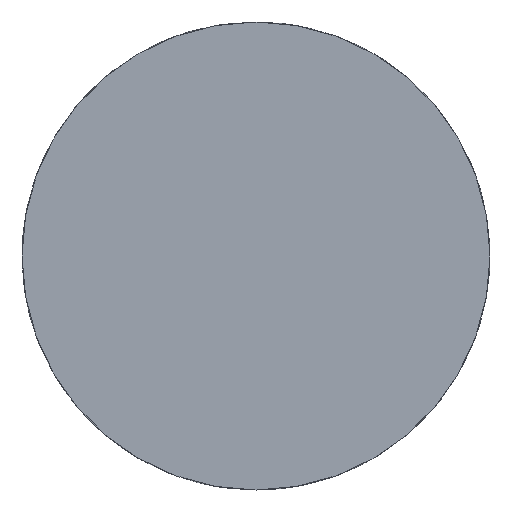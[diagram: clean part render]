
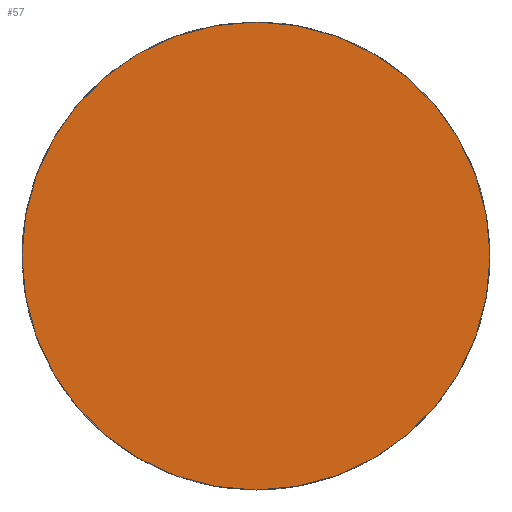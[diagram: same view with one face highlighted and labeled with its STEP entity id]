
A CAD part, left-side view. The second image highlights one B-rep face of the part: STEP entity #57.
In plain terms, the highlighted planar face has unit normal (-1, 0, 0).
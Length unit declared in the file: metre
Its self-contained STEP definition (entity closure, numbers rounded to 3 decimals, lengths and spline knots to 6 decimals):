
#13=PLANE('',#78);
#16=CIRCLE('',#77,0.011113);
#22=ORIENTED_EDGE('',*,*,#28,.F.);
#28=EDGE_CURVE('',#32,#32,#16,.T.);
#32=VERTEX_POINT('',#128);
#39=EDGE_LOOP('',(#22));
#47=FACE_BOUND('',#39,.T.);
#57=ADVANCED_FACE('',(#47),#13,.F.);
#77=AXIS2_PLACEMENT_3D('',#127,#90,#91);
#78=AXIS2_PLACEMENT_3D('',#129,#92,#93);
#90=DIRECTION('',(1.,0.,0.));
#91=DIRECTION('',(0.,0.,-1.));
#92=DIRECTION('',(1.,0.,0.));
#93=DIRECTION('',(0.,1.,0.));
#127=CARTESIAN_POINT('',(-0.159436,0.,-0.063627));
#128=CARTESIAN_POINT('',(-0.159436,0.,-0.07474));
#129=CARTESIAN_POINT('',(-0.159436,0.,-0.063627));
